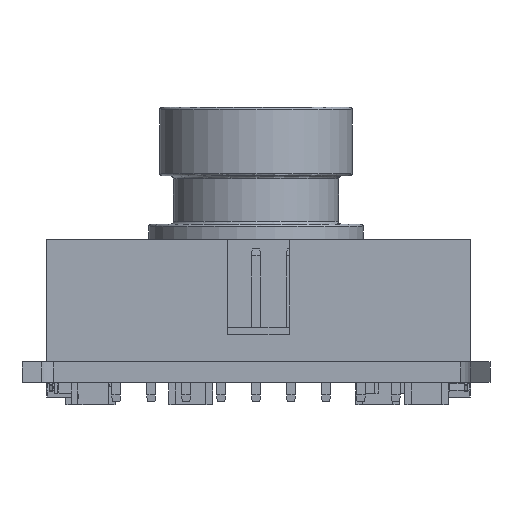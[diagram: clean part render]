
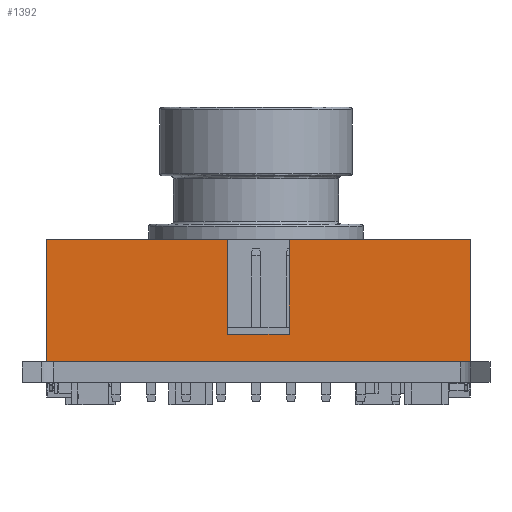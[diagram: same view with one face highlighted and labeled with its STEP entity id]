
A CAD part, front view. The second image highlights one B-rep face of the part: STEP entity #1392.
In plain terms, the highlighted planar face has unit normal (0, -1, 0).
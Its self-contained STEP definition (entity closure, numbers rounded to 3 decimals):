
#1392 = ADVANCED_FACE ( 'NONE', ( #31116 ), #8691, .F. ) ;
#1526 = CARTESIAN_POINT ( 'NONE',  ( -21.73, -4.13, 0. ) ) ;
#1680 = CARTESIAN_POINT ( 'NONE',  ( -4.08, -4.13, 2. ) ) ;
#2363 = EDGE_CURVE ( 'NONE', #34647, #33904, #28770, .T. ) ;
#2621 = LINE ( 'NONE', #1680, #15902 ) ;
#3110 = DIRECTION ( 'NONE',  ( 0., 1., 0. ) ) ;
#3639 = EDGE_CURVE ( 'NONE', #8438, #21273, #18881, .T. ) ;
#3671 = CARTESIAN_POINT ( 'NONE',  ( 9.07, -4.13, 0. ) ) ;
#4726 = DIRECTION ( 'NONE',  ( 1., 0., 0. ) ) ;
#5183 = AXIS2_PLACEMENT_3D ( 'NONE', #20091, #3110, #22893 ) ;
#5880 = EDGE_CURVE ( 'NONE', #21089, #33904, #6029, .T. ) ;
#6029 = LINE ( 'NONE', #19807, #26795 ) ;
#7383 = ORIENTED_EDGE ( 'NONE', *, *, #3639, .T. ) ;
#7461 = DIRECTION ( 'NONE',  ( 0., 0., -1. ) ) ;
#7937 = VECTOR ( 'NONE', #21777, 1000. ) ;
#7955 = LINE ( 'NONE', #8107, #22961 ) ;
#8107 = CARTESIAN_POINT ( 'NONE',  ( 9.07, -4.13, 2.5 ) ) ;
#8438 = VERTEX_POINT ( 'NONE', #1526 ) ;
#8541 = DIRECTION ( 'NONE',  ( 0., 0., 1. ) ) ;
#8691 = PLANE ( 'NONE',  #5183 ) ;
#9424 = ORIENTED_EDGE ( 'NONE', *, *, #35339, .F. ) ;
#10309 = DIRECTION ( 'NONE',  ( 0., 0., 1. ) ) ;
#10567 = CARTESIAN_POINT ( 'NONE',  ( -21.73, -4.13, 8.9 ) ) ;
#11184 = ORIENTED_EDGE ( 'NONE', *, *, #14382, .F. ) ;
#12233 = VECTOR ( 'NONE', #7461, 1000. ) ;
#12458 = VERTEX_POINT ( 'NONE', #34769 ) ;
#12462 = CARTESIAN_POINT ( 'NONE',  ( -4.08, -4.13, 8.9 ) ) ;
#14382 = EDGE_CURVE ( 'NONE', #15323, #12458, #31291, .T. ) ;
#14474 = ORIENTED_EDGE ( 'NONE', *, *, #30624, .F. ) ;
#15323 = VERTEX_POINT ( 'NONE', #12462 ) ;
#15713 = ORIENTED_EDGE ( 'NONE', *, *, #2363, .F. ) ;
#15902 = VECTOR ( 'NONE', #10309, 1000. ) ;
#17519 = ORIENTED_EDGE ( 'NONE', *, *, #24895, .T. ) ;
#17965 = CARTESIAN_POINT ( 'NONE',  ( -21.73, -4.13, 8.9 ) ) ;
#18849 = CARTESIAN_POINT ( 'NONE',  ( -21.73, -4.13, 0. ) ) ;
#18881 = LINE ( 'NONE', #18849, #32937 ) ;
#19036 = VECTOR ( 'NONE', #22778, 1000. ) ;
#19210 = CARTESIAN_POINT ( 'NONE',  ( -4.08, -4.13, 2. ) ) ;
#19807 = CARTESIAN_POINT ( 'NONE',  ( -8.58, -4.13, 2. ) ) ;
#19978 = CARTESIAN_POINT ( 'NONE',  ( -8.58, -4.13, 2. ) ) ;
#20091 = CARTESIAN_POINT ( 'NONE',  ( -21.73, -4.13, 2.5 ) ) ;
#21089 = VERTEX_POINT ( 'NONE', #31183 ) ;
#21273 = VERTEX_POINT ( 'NONE', #3671 ) ;
#21321 = VECTOR ( 'NONE', #30209, 1000. ) ;
#21777 = DIRECTION ( 'NONE',  ( 1., 0., 0. ) ) ;
#22778 = DIRECTION ( 'NONE',  ( 1., 0., 0. ) ) ;
#22893 = DIRECTION ( 'NONE',  ( 0., 0., 1. ) ) ;
#22961 = VECTOR ( 'NONE', #27828, 1000. ) ;
#23566 = EDGE_CURVE ( 'NONE', #12458, #21273, #7955, .T. ) ;
#23668 = LINE ( 'NONE', #24371, #12233 ) ;
#24371 = CARTESIAN_POINT ( 'NONE',  ( -21.73, -4.13, 2.5 ) ) ;
#24602 = CARTESIAN_POINT ( 'NONE',  ( -21.73, -4.13, 8.9 ) ) ;
#24895 = EDGE_CURVE ( 'NONE', #34647, #8438, #23668, .T. ) ;
#25113 = ORIENTED_EDGE ( 'NONE', *, *, #23566, .F. ) ;
#26504 = LINE ( 'NONE', #19978, #19036 ) ;
#26795 = VECTOR ( 'NONE', #8541, 1000. ) ;
#27828 = DIRECTION ( 'NONE',  ( 0., 0., -1. ) ) ;
#28770 = LINE ( 'NONE', #10567, #21321 ) ;
#30001 = ORIENTED_EDGE ( 'NONE', *, *, #5880, .T. ) ;
#30209 = DIRECTION ( 'NONE',  ( 1., 0., 0. ) ) ;
#30624 = EDGE_CURVE ( 'NONE', #21089, #31398, #26504, .T. ) ;
#31116 = FACE_OUTER_BOUND ( 'NONE', #36401, .T. ) ;
#31183 = CARTESIAN_POINT ( 'NONE',  ( -8.58, -4.13, 2. ) ) ;
#31291 = LINE ( 'NONE', #24602, #7937 ) ;
#31398 = VERTEX_POINT ( 'NONE', #19210 ) ;
#32937 = VECTOR ( 'NONE', #4726, 1000. ) ;
#33904 = VERTEX_POINT ( 'NONE', #36620 ) ;
#34647 = VERTEX_POINT ( 'NONE', #17965 ) ;
#34769 = CARTESIAN_POINT ( 'NONE',  ( 9.07, -4.13, 8.9 ) ) ;
#35339 = EDGE_CURVE ( 'NONE', #31398, #15323, #2621, .T. ) ;
#36401 = EDGE_LOOP ( 'NONE', ( #14474, #30001, #15713, #17519, #7383, #25113, #11184, #9424 ) ) ;
#36620 = CARTESIAN_POINT ( 'NONE',  ( -8.58, -4.13, 8.9 ) ) ;
